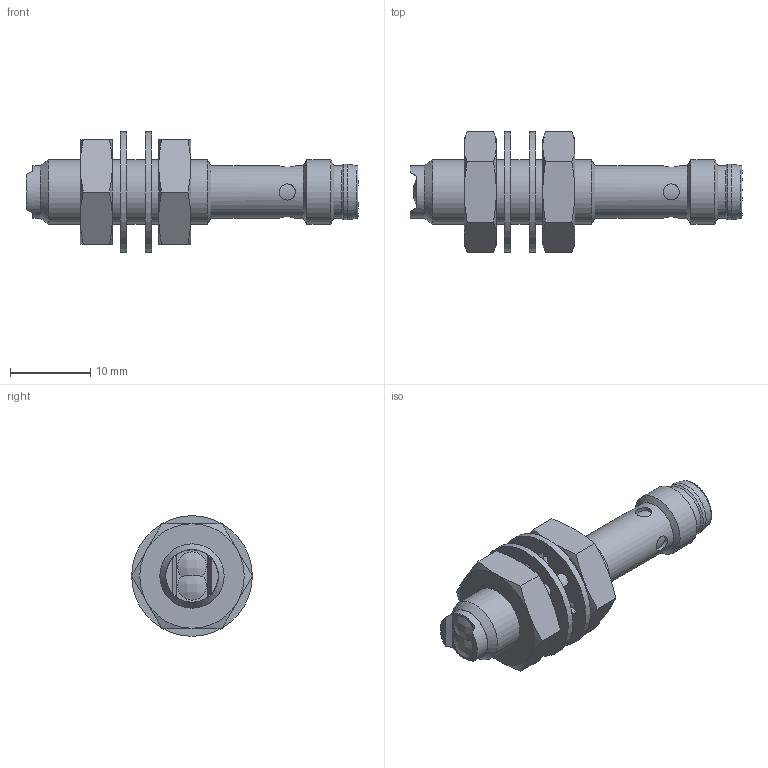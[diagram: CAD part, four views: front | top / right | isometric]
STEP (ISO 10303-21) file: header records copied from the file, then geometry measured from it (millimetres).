
FILE_DESCRIPTION (( 'STEP AP203' ), '1' );
FILE_NAME ('F8RS-LN-2F.step', '2020-12-11T21:24:07', ( 'ADC123' ), ( 'Microsoft' ), 'SwSTEP 2.0', 'SolidWorks 2019', '' );
FILE_SCHEMA (( 'CONFIG_CONTROL_DESIGN' ));
Length unit declared in the file: inch
Products named in the file (1): F8RS-LN-2F
Bounding box: 41.3 x 15.01 x 15 mm (x, y, z)
Volume: 2654.6 mm3; surface area: 2689.5 mm2
Topology: 5 solids, 5 shells, 157 faces, 387 edges, 249 vertices
Faces by surface type: plane 63, cylinder 54, cone 34, bspline 3, torus 3
Full cylindrical faces by diameter (mm): 1 x3, 2 x4, 5.8 x1, 6.5 x2, 6.6 x1, 6.9 x1, 6.917 x2, 8 x2, 15 x2
Entity records: 4788 total; most frequent: CARTESIAN_POINT 1262, DIRECTION 712, ORIENTED_EDGE 672, EDGE_CURVE 336, AXIS2_PLACEMENT_3D 284, VERTEX_POINT 231, EDGE_LOOP 207, FACE_OUTER_BOUND 179
